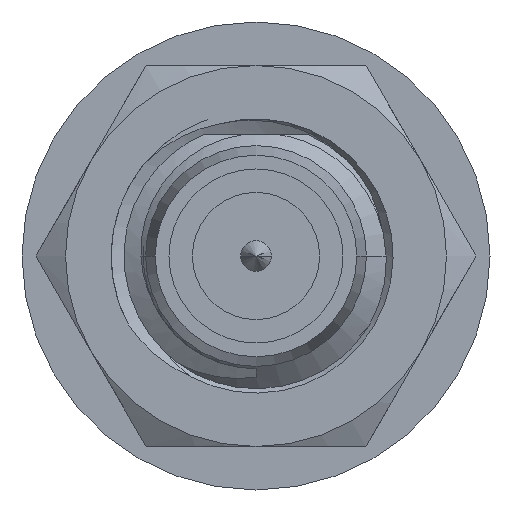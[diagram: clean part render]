
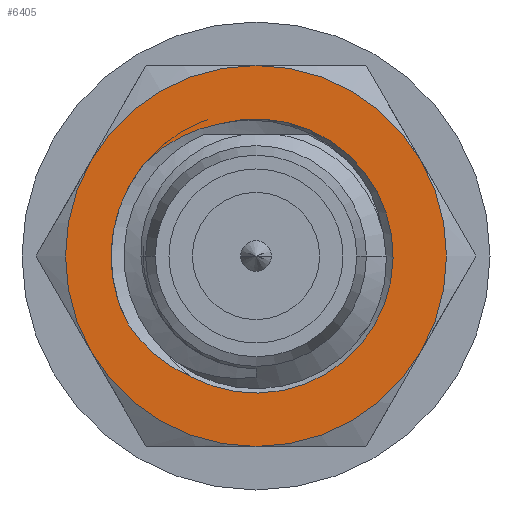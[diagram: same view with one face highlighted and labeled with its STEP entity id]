
A CAD part, left-side view. The second image highlights one B-rep face of the part: STEP entity #6405.
In plain terms, the highlighted planar face has unit normal (-1, 0, 0).
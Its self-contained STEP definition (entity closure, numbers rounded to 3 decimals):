
#1783=CARTESIAN_POINT('',(-4.9,0.,0.));
#1784=DIRECTION('',(-1.,0.,0.));
#1785=DIRECTION('',(0.,0.,1.));
#1786=AXIS2_PLACEMENT_3D('',#1783,#1784,#1785);
#1788=CARTESIAN_POINT('',(-4.9,0.,0.));
#1789=DIRECTION('',(-1.,0.,0.));
#1790=DIRECTION('',(0.,-0.866,0.5));
#1791=AXIS2_PLACEMENT_3D('',#1788,#1789,#1790);
#1793=CARTESIAN_POINT('',(-4.9,0.,0.));
#1794=DIRECTION('',(-1.,0.,0.));
#1795=DIRECTION('',(0.,-0.866,-0.5));
#1796=AXIS2_PLACEMENT_3D('',#1793,#1794,#1795);
#1798=CARTESIAN_POINT('',(-4.9,0.,0.));
#1799=DIRECTION('',(-1.,0.,0.));
#1800=DIRECTION('',(0.,0.,-1.));
#1801=AXIS2_PLACEMENT_3D('',#1798,#1799,#1800);
#1803=CARTESIAN_POINT('',(-4.9,0.,0.));
#1804=DIRECTION('',(-1.,0.,0.));
#1805=DIRECTION('',(0.,0.866,-0.5));
#1806=AXIS2_PLACEMENT_3D('',#1803,#1804,#1805);
#1808=CARTESIAN_POINT('',(-4.9,0.,0.));
#1809=DIRECTION('',(-1.,0.,0.));
#1810=DIRECTION('',(0.,0.866,0.5));
#1811=AXIS2_PLACEMENT_3D('',#1808,#1809,#1810);
#1813=CARTESIAN_POINT('',(-4.9,1.848,1.554));
#1814=CARTESIAN_POINT('',(-4.9,1.792,1.611));
#1815=CARTESIAN_POINT('',(-4.9,1.674,1.716));
#1816=CARTESIAN_POINT('',(-4.9,1.483,1.856));
#1817=CARTESIAN_POINT('',(-4.9,1.281,1.975));
#1818=CARTESIAN_POINT('',(-4.9,1.069,2.073));
#1819=CARTESIAN_POINT('',(-4.9,0.85,2.149));
#1820=CARTESIAN_POINT('',(-4.9,0.701,2.184));
#1821=CARTESIAN_POINT('',(-4.9,0.626,2.198));
#1823=CARTESIAN_POINT('',(-4.9,2.133,-1.133));
#1824=CARTESIAN_POINT('',(-4.9,2.174,-1.056));
#1825=CARTESIAN_POINT('',(-4.9,2.247,-0.898));
#1826=CARTESIAN_POINT('',(-4.9,2.331,-0.651));
#1827=CARTESIAN_POINT('',(-4.9,2.387,-0.396));
#1828=CARTESIAN_POINT('',(-4.9,2.416,-0.136));
#1829=CARTESIAN_POINT('',(-4.9,2.416,0.125));
#1830=CARTESIAN_POINT('',(-4.9,2.389,0.384));
#1831=CARTESIAN_POINT('',(-4.9,2.334,0.639));
#1832=CARTESIAN_POINT('',(-4.9,2.251,0.887));
#1833=CARTESIAN_POINT('',(-4.9,2.143,1.124));
#1834=CARTESIAN_POINT('',(-4.9,2.009,1.349));
#1835=CARTESIAN_POINT('',(-4.9,1.904,1.488));
#1836=CARTESIAN_POINT('',(-4.9,1.848,1.554));
#1838=CARTESIAN_POINT('',(-4.9,1.072,-2.018));
#1839=CARTESIAN_POINT('',(-4.9,1.143,-1.988));
#1840=CARTESIAN_POINT('',(-4.9,1.281,-1.923));
#1841=CARTESIAN_POINT('',(-4.9,1.48,-1.803));
#1842=CARTESIAN_POINT('',(-4.9,1.666,-1.663));
#1843=CARTESIAN_POINT('',(-4.9,1.839,-1.504));
#1844=CARTESIAN_POINT('',(-4.9,1.996,-1.328));
#1845=CARTESIAN_POINT('',(-4.9,2.089,-1.199));
#1846=CARTESIAN_POINT('',(-4.9,2.133,-1.133));
#1978=CARTESIAN_POINT('',(-4.9,0.,0.));
#1979=DIRECTION('',(1.,0.,0.));
#1980=DIRECTION('',(0.,0.274,0.962));
#1981=AXIS2_PLACEMENT_3D('',#1978,#1979,#1980);
#4166=CARTESIAN_POINT('',(-4.9,0.,3.175));
#4167=CARTESIAN_POINT('',(-4.9,2.75,1.588));
#4168=VERTEX_POINT('',#4166);
#4169=VERTEX_POINT('',#4167);
#4170=CARTESIAN_POINT('',(-4.9,2.75,-1.587));
#4171=VERTEX_POINT('',#4170);
#4172=CARTESIAN_POINT('',(-4.9,0.,-3.175));
#4173=VERTEX_POINT('',#4172);
#4174=CARTESIAN_POINT('',(-4.9,-2.75,-1.588));
#4175=VERTEX_POINT('',#4174);
#4176=CARTESIAN_POINT('',(-4.9,-2.75,1.587));
#4177=VERTEX_POINT('',#4176);
#4204=VERTEX_POINT('',#1813);
#4205=VERTEX_POINT('',#1821);
#4206=VERTEX_POINT('',#1823);
#4207=VERTEX_POINT('',#1838);
#6377=CARTESIAN_POINT('',(-4.9,0.,0.));
#6378=DIRECTION('',(-1.,0.,0.));
#6379=DIRECTION('',(0.,0.,1.));
#6380=AXIS2_PLACEMENT_3D('',#6377,#6378,#6379);
#6381=PLANE('',#6380);
#6382=ORIENTED_EDGE('',*,*,#6372,.F.);
#6384=ORIENTED_EDGE('',*,*,#6383,.F.);
#6386=ORIENTED_EDGE('',*,*,#6385,.F.);
#6388=ORIENTED_EDGE('',*,*,#6387,.F.);
#6390=ORIENTED_EDGE('',*,*,#6389,.F.);
#6392=ORIENTED_EDGE('',*,*,#6391,.F.);
#6393=EDGE_LOOP('',(#6382,#6384,#6386,#6388,#6390,#6392));
#6394=FACE_OUTER_BOUND('',#6393,.F.);
#6396=ORIENTED_EDGE('',*,*,#6395,.F.);
#6398=ORIENTED_EDGE('',*,*,#6397,.F.);
#6400=ORIENTED_EDGE('',*,*,#6399,.F.);
#6402=ORIENTED_EDGE('',*,*,#6401,.F.);
#6403=EDGE_LOOP('',(#6396,#6398,#6400,#6402));
#6404=FACE_BOUND('',#6403,.F.);
#6405=ADVANCED_FACE('',(#6394,#6404),#6381,.T.);
#1787=CIRCLE('',#1786,3.175);
#1792=CIRCLE('',#1791,3.175);
#1797=CIRCLE('',#1796,3.175);
#1802=CIRCLE('',#1801,3.175);
#1807=CIRCLE('',#1806,3.175);
#1812=CIRCLE('',#1811,3.175);
#1822=B_SPLINE_CURVE_WITH_KNOTS('',3,(#1813,#1814,#1815,#1816,#1817,#1818,#1819,
#1820,#1821),.UNSPECIFIED.,.F.,.F.,(4,1,1,1,1,1,4),(0.,0.167,
0.333,0.5,0.667,0.833,1.),
.UNSPECIFIED.);
#1837=B_SPLINE_CURVE_WITH_KNOTS('',3,(#1823,#1824,#1825,#1826,#1827,#1828,#1829,
#1830,#1831,#1832,#1833,#1834,#1835,#1836),.UNSPECIFIED.,.F.,.F.,(4,1,1,1,1,1,1,
1,1,1,1,4),(0.,0.091,0.182,0.273,
0.364,0.455,0.545,0.636,
0.727,0.818,0.909,1.),.UNSPECIFIED.);
#1847=B_SPLINE_CURVE_WITH_KNOTS('',3,(#1838,#1839,#1840,#1841,#1842,#1843,#1844,
#1845,#1846),.UNSPECIFIED.,.F.,.F.,(4,1,1,1,1,1,4),(0.,0.167,
0.333,0.5,0.667,0.833,1.),
.UNSPECIFIED.);
#1982=CIRCLE('',#1981,2.285);
#6372=EDGE_CURVE('',#4168,#4169,#1787,.T.);
#6383=EDGE_CURVE('',#4177,#4168,#1792,.T.);
#6385=EDGE_CURVE('',#4175,#4177,#1797,.T.);
#6387=EDGE_CURVE('',#4173,#4175,#1802,.T.);
#6389=EDGE_CURVE('',#4171,#4173,#1807,.T.);
#6391=EDGE_CURVE('',#4169,#4171,#1812,.T.);
#6395=EDGE_CURVE('',#4204,#4205,#1822,.T.);
#6397=EDGE_CURVE('',#4206,#4204,#1837,.T.);
#6399=EDGE_CURVE('',#4207,#4206,#1847,.T.);
#6401=EDGE_CURVE('',#4205,#4207,#1982,.T.);
